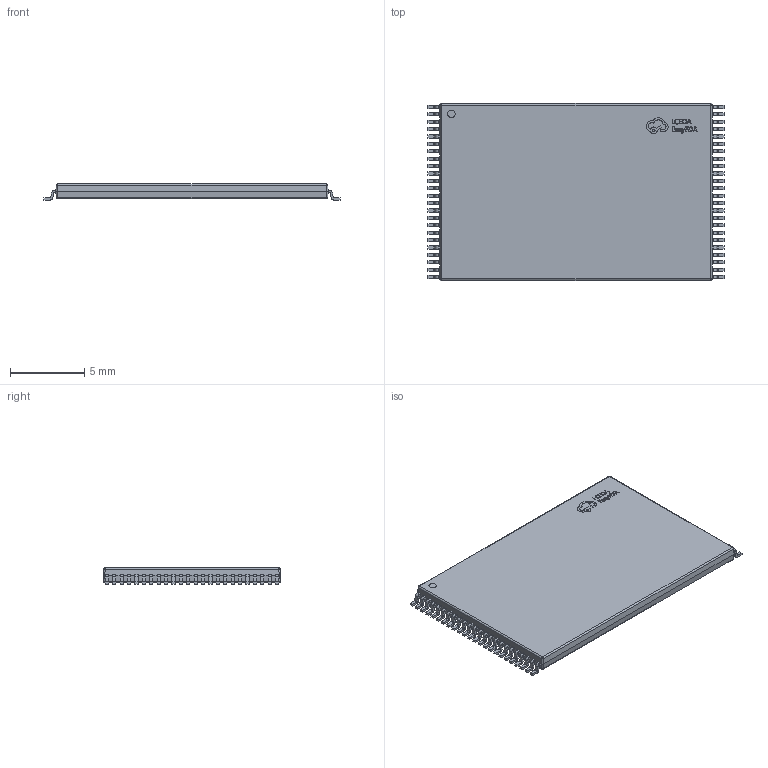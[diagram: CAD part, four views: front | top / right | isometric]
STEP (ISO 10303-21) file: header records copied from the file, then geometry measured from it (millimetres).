
FILE_DESCRIPTION (( 'STEP AP214' ), '1' );
FILE_NAME ('TSOP-48_L18.4-W12.0-P0.50-LS20.0-TL.step', '2022-07-26T10:41:14', ( '' ), ( '' ), 'SwSTEP 2.0', 'SolidWorks 2020', '' );
FILE_SCHEMA (( 'AUTOMOTIVE_DESIGN' ));
Length unit declared in the file: millimetre
Products named in the file (1): TSOP-48_L18.4-W12.0-P0.50-LS20.0-TL
Bounding box: 20 x 12 x 1.1 mm (x, y, z)
Volume: 221.1 mm3; surface area: 535.6 mm2
Topology: 14 solids, 14 shells, 951 faces, 2713 edges, 1798 vertices
Faces by surface type: plane 621, cylinder 210, bspline 112, sphere 8
Entity records: 42631 total; most frequent: CARTESIAN_POINT 7579, ORIENTED_EDGE 5426, DIRECTION 4573, EDGE_CURVE 2713, VECTOR 2069, LINE 2069, VERTEX_POINT 1798, AXIS2_PLACEMENT_3D 1252
